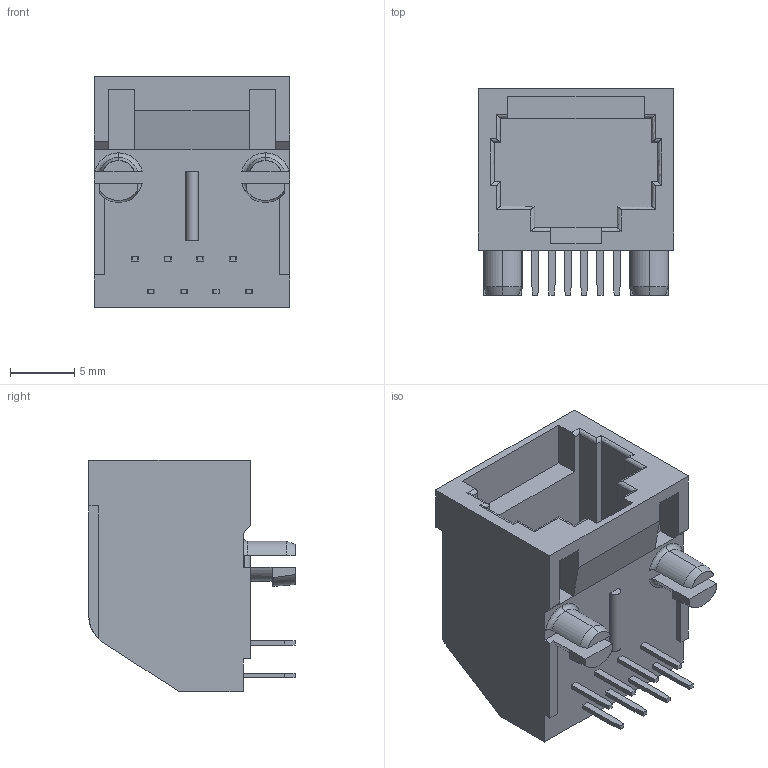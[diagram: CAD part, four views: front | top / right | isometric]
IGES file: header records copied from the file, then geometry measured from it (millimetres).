
Start section: SolidWorks IGES file using analytic representation for surfaces
Global section: file name: GDLX-N-88_A.IGS; native system: SolidWorks 2018; preprocessor: SolidWorks 2018; author: Dan; date: 191220.102909; units: millimetre
Bounding box: 15.25 x 16.07 x 18.03 mm (x, y, z)
Surface area: 2022.1 mm2 (no closed solid volume)
Topology: 0 solids, 0 shells, 178 faces, 1201 edges, 1201 vertices
Faces by surface type: bspline 142, revolution 36
